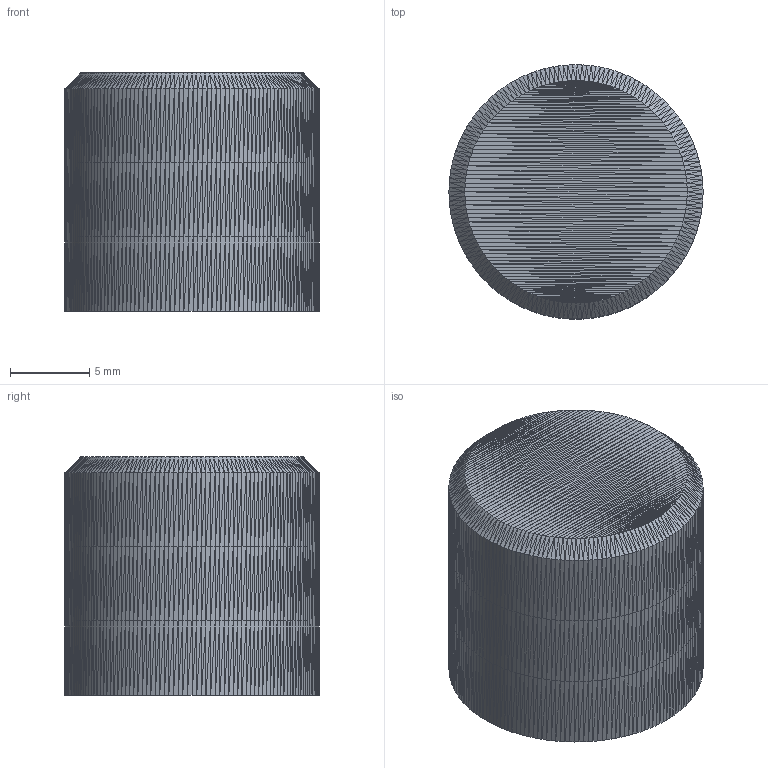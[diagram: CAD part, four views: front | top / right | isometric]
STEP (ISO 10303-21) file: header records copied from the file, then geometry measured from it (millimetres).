
FILE_DESCRIPTION((' '),'2;1');
FILE_NAME( 'Knob.stp_ap203.stp', '2026-01-25T04:20:53', (' '), ('--- ---'), ' V2025.1 Dec 16 2024', ' 2026 (c)', ' ');
FILE_SCHEMA(('AP242_MANAGED_MODEL_BASED_3D_ENGINEERING_MIM_LF { 1 0 10303 442 1 1 4 }'));
Length unit declared in the file: millimetre
Products named in the file (1): Orphan_Brep_#83623
Bounding box: 16 x 16 x 15 mm (x, y, z)
Volume: 1901.5 mm3; surface area: 1523.7 mm2
Topology: 1 solids, 1 shells, 3216 faces, 4824 edges, 1610 vertices
Faces by surface type: plane 3216
Entity records: 62736 total; most frequent: DIRECTION 11258, CARTESIAN_POINT 9651, ORIENTED_EDGE 9648, VECTOR 4824, LINE 4824, EDGE_CURVE 4824, AXIS2_PLACEMENT_3D 3217, EDGE_LOOP 3216
